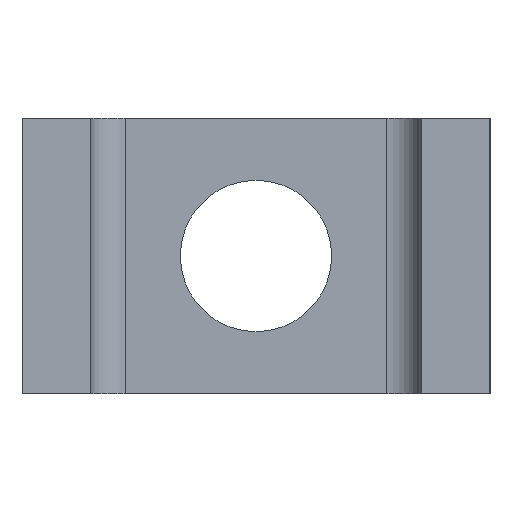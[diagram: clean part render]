
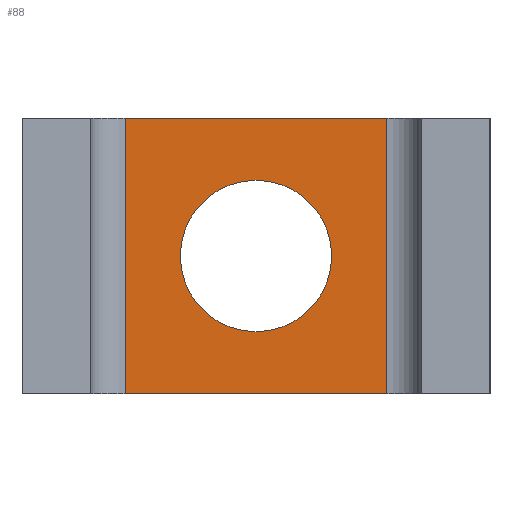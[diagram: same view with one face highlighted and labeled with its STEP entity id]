
A CAD part, left-side view. The second image highlights one B-rep face of the part: STEP entity #88.
In plain terms, the highlighted planar face has unit normal (-1, 0, 0).
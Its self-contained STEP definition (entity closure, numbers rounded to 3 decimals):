
#88 = ADVANCED_FACE( '', ( #125, #126 ), #127, .T. );
#125 = FACE_BOUND( '', #171, .T. );
#126 = FACE_OUTER_BOUND( '', #172, .T. );
#127 = PLANE( '', #173 );
#171 = EDGE_LOOP( '', ( #285, #286 ) );
#172 = EDGE_LOOP( '', ( #287, #288, #289, #290 ) );
#173 = AXIS2_PLACEMENT_3D( '', #291, #292, #293 );
#285 = ORIENTED_EDGE( '', *, *, #365, .T. );
#286 = ORIENTED_EDGE( '', *, *, #369, .T. );
#287 = ORIENTED_EDGE( '', *, *, #396, .T. );
#288 = ORIENTED_EDGE( '', *, *, #397, .F. );
#289 = ORIENTED_EDGE( '', *, *, #398, .F. );
#290 = ORIENTED_EDGE( '', *, *, #394, .T. );
#291 = CARTESIAN_POINT( '', ( -5., 9.5, 10. ) );
#292 = DIRECTION( '', ( -1., 0., 0. ) );
#293 = DIRECTION( '', ( 0., 1., 0. ) );
#365 = EDGE_CURVE( '', #429, #426, #430, .T. );
#369 = EDGE_CURVE( '', #426, #429, #435, .T. );
#394 = EDGE_CURVE( '', #475, #473, #476, .T. );
#396 = EDGE_CURVE( '', #473, #478, #479, .T. );
#397 = EDGE_CURVE( '', #480, #478, #481, .T. );
#398 = EDGE_CURVE( '', #475, #480, #482, .T. );
#426 = VERTEX_POINT( '', #520 );
#429 = VERTEX_POINT( '', #524 );
#430 = CIRCLE( '', #525, 5.5 );
#435 = CIRCLE( '', #531, 5.5 );
#473 = VERTEX_POINT( '', #584 );
#475 = VERTEX_POINT( '', #586 );
#476 = LINE( '', #587, #588 );
#478 = VERTEX_POINT( '', #590 );
#479 = LINE( '', #591, #592 );
#480 = VERTEX_POINT( '', #593 );
#481 = LINE( '', #594, #595 );
#482 = LINE( '', #596, #597 );
#520 = CARTESIAN_POINT( '', ( -5., 0., -5.5 ) );
#524 = CARTESIAN_POINT( '', ( -5., 0., 5.5 ) );
#525 = AXIS2_PLACEMENT_3D( '', #641, #642, #643 );
#531 = AXIS2_PLACEMENT_3D( '', #651, #652, #653 );
#584 = CARTESIAN_POINT( '', ( -5., 9.5, -10. ) );
#586 = CARTESIAN_POINT( '', ( -5., 9.5, 10. ) );
#587 = CARTESIAN_POINT( '', ( -5., 9.5, 10. ) );
#588 = VECTOR( '', #696, 1. );
#590 = CARTESIAN_POINT( '', ( -5., -9.5, -10. ) );
#591 = CARTESIAN_POINT( '', ( -5., 9.5, -10. ) );
#592 = VECTOR( '', #700, 1. );
#593 = CARTESIAN_POINT( '', ( -5., -9.5, 10. ) );
#594 = CARTESIAN_POINT( '', ( -5., -9.5, 10. ) );
#595 = VECTOR( '', #701, 1. );
#596 = CARTESIAN_POINT( '', ( -5., 9.5, 10. ) );
#597 = VECTOR( '', #702, 1. );
#641 = CARTESIAN_POINT( '', ( -5., 0., 0. ) );
#642 = DIRECTION( '', ( 1., 0., 0. ) );
#643 = DIRECTION( '', ( 0., 0., -1. ) );
#651 = CARTESIAN_POINT( '', ( -5., 0., 0. ) );
#652 = DIRECTION( '', ( 1., 0., 0. ) );
#653 = DIRECTION( '', ( 0., 0., -1. ) );
#696 = DIRECTION( '', ( 0., 0., -1. ) );
#700 = DIRECTION( '', ( 0., -1., 0. ) );
#701 = DIRECTION( '', ( 0., 0., -1. ) );
#702 = DIRECTION( '', ( 0., -1., 0. ) );
